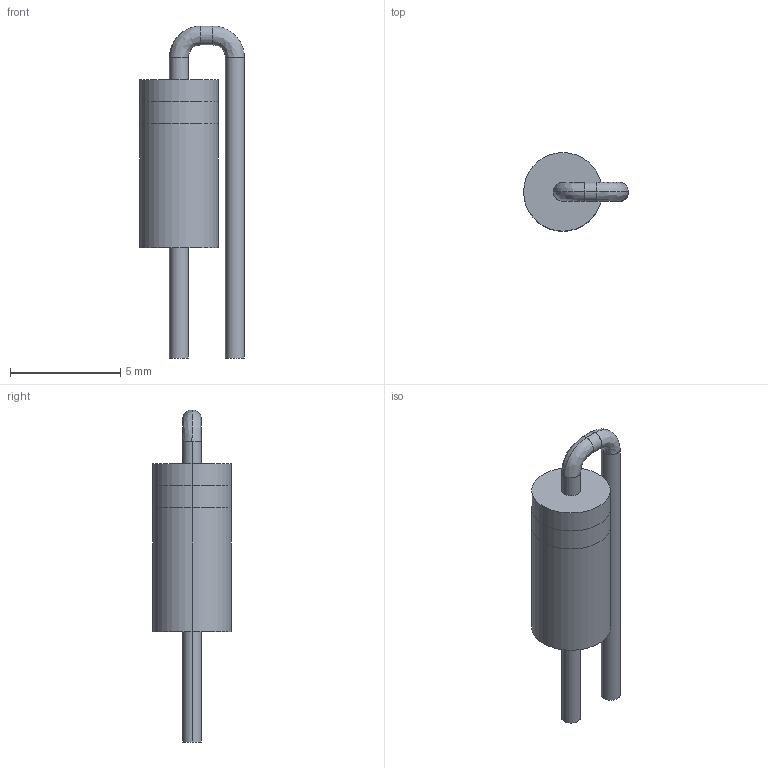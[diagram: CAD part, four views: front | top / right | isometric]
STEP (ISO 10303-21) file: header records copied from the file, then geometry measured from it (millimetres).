
FILE_DESCRIPTION (( 'STEP AP214' ), '1' );
FILE_NAME ('User Library-DO-15-Vertical_100.STEP', '2015-03-16T20:40:06', ( 'Windows User' ), ( '' ), 'SwSTEP 2.0', 'SolidWorks 2015', '' );
FILE_SCHEMA (( 'AUTOMOTIVE_DESIGN' ));
Length unit declared in the file: millimetre
Products named in the file (10): User Library-DO-15-Vertical_100_Cylinder005; User Library-DO-15-Vertical_100_Cylinder004; User Library-DO-15-Vertical_100_Cylinder003; User Library-DO-15-Vertical_100_Cylinder002; User Library-DO-15-Vertical_100_Cylinder001; User Library-DO-15-Vertical_100_Cylinder; User Library-DO-15-Vertical_100; User Library-DO-15-Vertical_100_Torus001; User Library-DO-15-Vertical_100_Torus; User Library-DO-15-Vertical_100_Cylinder006
Assembly tree (9 placements, depth 2):
  User Library-DO-15-Vertical_100
    User Library-DO-15-Vertical_100_Cylinder
    User Library-DO-15-Vertical_100_Cylinder001
    User Library-DO-15-Vertical_100_Cylinder002
    User Library-DO-15-Vertical_100_Cylinder003
    User Library-DO-15-Vertical_100_Cylinder004
    User Library-DO-15-Vertical_100_Cylinder005
    User Library-DO-15-Vertical_100_Cylinder006
    User Library-DO-15-Vertical_100_Torus
    User Library-DO-15-Vertical_100_Torus001
Bounding box: 4.75 x 3.56 x 15.05 mm (x, y, z)
Volume: 89.4 mm3; surface area: 214.9 mm2
Topology: 9 solids, 9 shells, 36 faces, 54 edges, 36 vertices
Faces by surface type: plane 18, cylinder 14, bspline 4
Entity records: 1724 total; most frequent: CARTESIAN_POINT 270, DIRECTION 166, ORIENTED_EDGE 108, AXIS2_PLACEMENT_3D 76, UNCERTAINTY_MEASURE_WITH_UNIT 64, STYLED_ITEM 54, PRESENTATION_LAYER_ASSIGNMENT 54, MECHANICAL_DESIGN_GEOMETRIC_PRESENTATION_REPRESENTATION 54
